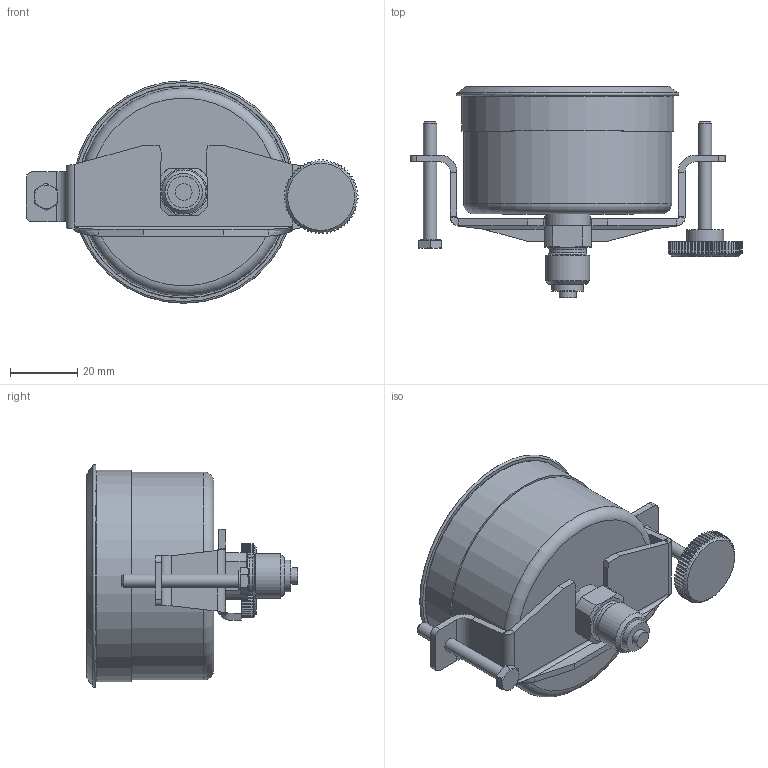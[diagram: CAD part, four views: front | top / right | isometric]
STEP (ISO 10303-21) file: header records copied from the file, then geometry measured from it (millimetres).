
FILE_DESCRIPTION(/* description */ (''),/* implementation_level */ '2;1');
FILE_NAME(/* name */ 'KP63Ch_D452_350XX452.stp',/* time_stamp */ '2018-01-12T11:14:44+01:00',/* author */ ('acgl'),/* organization */ (''),/* preprocessor_version */ 'ST-DEVELOPER v15.6',/* originating_system */ 'Autodesk Inventor 2015',/* authorisation */ '');
FILE_SCHEMA (('AUTOMOTIVE_DESIGN { 1 0 10303 214 3 1 1 }'));
Length unit declared in the file: centimetre
Products named in the file (1): KP63Ch_D452_350XX452
Bounding box: 98.99 x 63 x 66.39 mm (x, y, z)
Volume: 118528.1 mm3; surface area: 23009.6 mm2
Topology: 1 solids, 1 shells, 317 faces, 860 edges, 561 vertices
Faces by surface type: plane 193, cylinder 94, cone 18, bspline 6, torus 6
Full cylindrical faces by diameter (mm): 4 x4, 5 x1, 6.03 x1, 9.5 x1, 11 x2, 13.16 x1, 13.5 x1, 62 x1, 63.2 x1
Entity records: 10572 total; most frequent: CARTESIAN_POINT 2590, ORIENTED_EDGE 1656, DIRECTION 1506, EDGE_CURVE 828, VERTEX_POINT 556, AXIS2_PLACEMENT_3D 520, LINE 466, VECTOR 466
